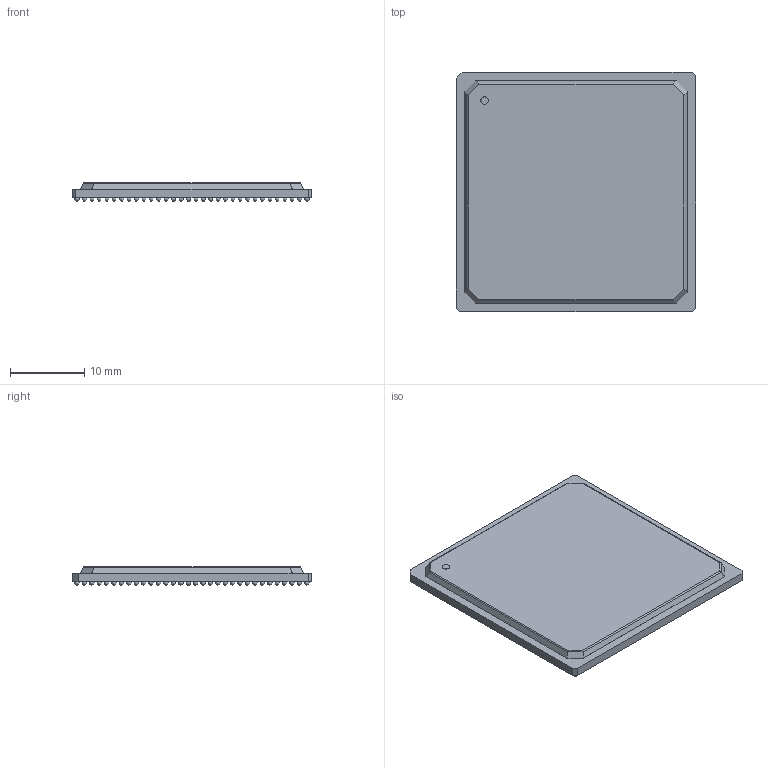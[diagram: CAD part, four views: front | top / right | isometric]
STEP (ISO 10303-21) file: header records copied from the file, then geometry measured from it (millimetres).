
FILE_DESCRIPTION(/* description */ ('model of BGA-1023_32x32_33.0x33.0mm_Pitch1.0mm'),/* implementation_level */ '2;1');
FILE_NAME(/* name */ 'BGA-1023_32x32_33.0x33.0mm_Pitch1.0mm.step',/* time_stamp */ '2017-04-03T16:39:17',/* author */ ('kicad StepUp','ksu'),/* organization */ ('FreeCAD'),/* preprocessor_version */ 'OCC',/* originating_system */ 'kicad StepUp',/* authorisation */ '');
FILE_SCHEMA(('AUTOMOTIVE_DESIGN_CC2 { 1 2 10303 214 -1 1 5 4 }'));
Length unit declared in the file: millimetre
Products named in the file (1): BGA-1023_32x32_33.0x33.0mm_Pitch1.0mm
Bounding box: 32.3 x 32.3 x 2.5 mm (x, y, z)
Volume: 2003.3 mm3; surface area: 2376.3 mm2
Topology: 1 solids, 1 shells, 168 faces, 492 edges, 328 vertices
Faces by surface type: sphere 123, plane 24, cylinder 13, bspline 8
Full cylindrical faces by diameter (mm): 1 x1
Entity records: 6464 total; most frequent: CARTESIAN_POINT 1142, DIRECTION 915, ORIENTED_EDGE 738, AXIS2_PLACEMENT_3D 425, EDGE_CURVE 369, VERTEX_POINT 328, FACE_BOUND 293, EDGE_LOOP 293
